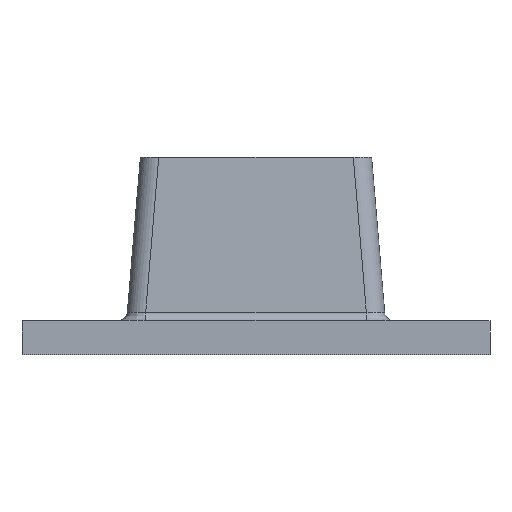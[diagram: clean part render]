
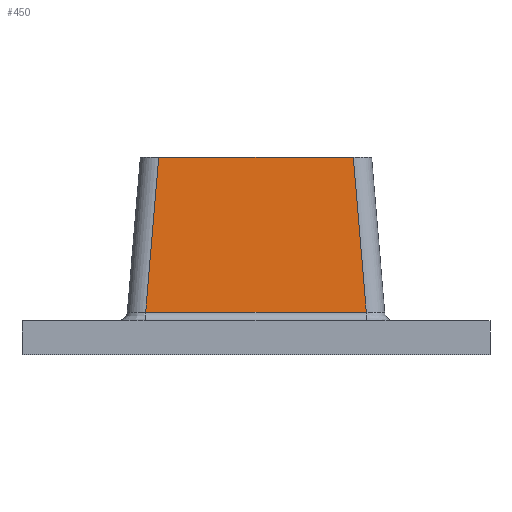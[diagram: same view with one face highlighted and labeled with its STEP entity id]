
A CAD part, front view. The second image highlights one B-rep face of the part: STEP entity #450.
In plain terms, the highlighted planar face has unit normal (0, -0.998, 0.056).
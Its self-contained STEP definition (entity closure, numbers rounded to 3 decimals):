
#25=PLANE('',#513);
#64=FACE_OUTER_BOUND('',#91,.T.);
#91=EDGE_LOOP('',(#378,#379,#380,#381));
#103=LINE('',#670,#138);
#110=LINE('',#830,#145);
#126=LINE('',#875,#161);
#127=LINE('',#877,#162);
#138=VECTOR('',#535,10.);
#145=VECTOR('',#576,10.);
#161=VECTOR('',#618,10.);
#162=VECTOR('',#621,10.);
#190=VERTEX_POINT('',#667);
#191=VERTEX_POINT('',#669);
#206=VERTEX_POINT('',#828);
#222=VERTEX_POINT('',#873);
#232=EDGE_CURVE('',#190,#191,#103,.T.);
#255=EDGE_CURVE('',#206,#190,#110,.T.);
#278=EDGE_CURVE('',#222,#206,#126,.T.);
#279=EDGE_CURVE('',#191,#222,#127,.T.);
#378=ORIENTED_EDGE('',*,*,#232,.F.);
#379=ORIENTED_EDGE('',*,*,#255,.F.);
#380=ORIENTED_EDGE('',*,*,#278,.F.);
#381=ORIENTED_EDGE('',*,*,#279,.F.);
#450=ADVANCED_FACE('',(#64),#25,.F.);
#513=AXIS2_PLACEMENT_3D('',#879,#623,#624);
#535=DIRECTION('',(-1.,0.,0.));
#576=DIRECTION('',(0.084,-0.056,-0.995));
#618=DIRECTION('',(1.,0.,0.));
#621=DIRECTION('',(0.084,0.056,0.995));
#623=DIRECTION('center_axis',(0.,0.998,-0.056));
#624=DIRECTION('ref_axis',(0.,0.056,0.998));
#667=CARTESIAN_POINT('',(37.523,8.053,4.644));
#669=CARTESIAN_POINT('',(13.477,8.053,4.644));
#670=CARTESIAN_POINT('',(12.75,8.053,4.644));
#828=CARTESIAN_POINT('',(36.102,9.,21.5));
#830=CARTESIAN_POINT('',(35.985,9.078,22.895));
#873=CARTESIAN_POINT('',(14.898,9.,21.5));
#875=CARTESIAN_POINT('',(12.75,9.,21.5));
#877=CARTESIAN_POINT('',(14.088,8.46,11.895));
#879=CARTESIAN_POINT('Origin',(0.,9.,21.5));
